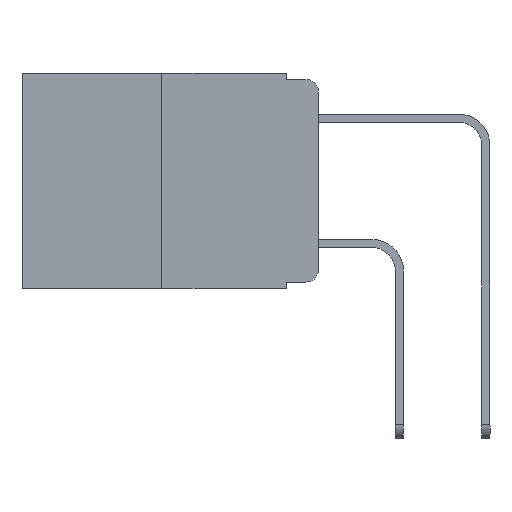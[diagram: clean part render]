
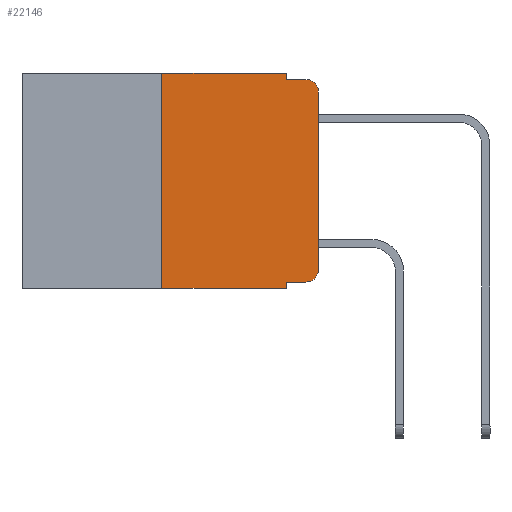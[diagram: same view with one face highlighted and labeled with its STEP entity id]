
A CAD part, left-side view. The second image highlights one B-rep face of the part: STEP entity #22146.
In plain terms, the highlighted planar face has unit normal (-1, 0, 0).
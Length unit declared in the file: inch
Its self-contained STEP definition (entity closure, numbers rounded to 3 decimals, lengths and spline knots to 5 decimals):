
#284 = DIRECTION ( 'NONE',  ( -1., 0., 0. ) ) ;
#506 = VERTEX_POINT ( 'NONE', #7019 ) ;
#954 = AXIS2_PLACEMENT_3D ( 'NONE', #23049, #10754, #22935 ) ;
#1359 = ORIENTED_EDGE ( 'NONE', *, *, #14123, .T. ) ;
#1490 = LINE ( 'NONE', #2819, #15012 ) ;
#2687 = EDGE_CURVE ( 'NONE', #9996, #13798, #17048, .T. ) ;
#2818 = ORIENTED_EDGE ( 'NONE', *, *, #4368, .F. ) ;
#2819 = CARTESIAN_POINT ( 'NONE',  ( 0., 0.051, 0. ) ) ;
#2854 = LINE ( 'NONE', #6743, #8687 ) ;
#3480 = ORIENTED_EDGE ( 'NONE', *, *, #17110, .F. ) ;
#3560 = DIRECTION ( 'NONE',  ( 0., 0., -1. ) ) ;
#3744 = LINE ( 'NONE', #19814, #16808 ) ;
#4329 = CARTESIAN_POINT ( 'NONE',  ( 0., 0.473, 0. ) ) ;
#4368 = EDGE_CURVE ( 'NONE', #23147, #15092, #5333, .T. ) ;
#4432 = CARTESIAN_POINT ( 'NONE',  ( 0., 0.02, -0.01 ) ) ;
#4706 = DIRECTION ( 'NONE',  ( 0., 0., -1. ) ) ;
#5031 = AXIS2_PLACEMENT_3D ( 'NONE', #15786, #22912, #12160 ) ;
#5333 = LINE ( 'NONE', #12163, #13047 ) ;
#5570 = EDGE_CURVE ( 'NONE', #506, #20999, #11044, .T. ) ;
#6020 = CARTESIAN_POINT ( 'NONE',  ( 0., 0., -0.313 ) ) ;
#6212 = LINE ( 'NONE', #4329, #21735 ) ;
#6700 = DIRECTION ( 'NONE',  ( 0., -1., 0. ) ) ;
#6743 = CARTESIAN_POINT ( 'NONE',  ( 0., 0.473, -0.343 ) ) ;
#7019 = CARTESIAN_POINT ( 'NONE',  ( 0., 0.25, -0.343 ) ) ;
#7271 = CARTESIAN_POINT ( 'NONE',  ( 0., 0., 0. ) ) ;
#7861 = VERTEX_POINT ( 'NONE', #14391 ) ;
#7975 = VERTEX_POINT ( 'NONE', #15317 ) ;
#8401 = ORIENTED_EDGE ( 'NONE', *, *, #18310, .T. ) ;
#8593 = ORIENTED_EDGE ( 'NONE', *, *, #19436, .T. ) ;
#8687 = VECTOR ( 'NONE', #15526, 39.37008 ) ;
#8806 = CARTESIAN_POINT ( 'NONE',  ( 0., 0., -0.03 ) ) ;
#8888 = EDGE_CURVE ( 'NONE', #7861, #7975, #1490, .T. ) ;
#9592 = VERTEX_POINT ( 'NONE', #8806 ) ;
#9767 = VERTEX_POINT ( 'NONE', #4432 ) ;
#9846 = AXIS2_PLACEMENT_3D ( 'NONE', #11093, #284, #21723 ) ;
#9996 = VERTEX_POINT ( 'NONE', #15575 ) ;
#10050 = FACE_OUTER_BOUND ( 'NONE', #21919, .T. ) ;
#10754 = DIRECTION ( 'NONE',  ( -1., 0., 0. ) ) ;
#10898 = EDGE_CURVE ( 'NONE', #13798, #9592, #19907, .T. ) ;
#11044 = LINE ( 'NONE', #18178, #14169 ) ;
#11093 = CARTESIAN_POINT ( 'NONE',  ( 0., 0.02, -0.03 ) ) ;
#11874 = ORIENTED_EDGE ( 'NONE', *, *, #5570, .F. ) ;
#12160 = DIRECTION ( 'NONE',  ( 0., 0., -1. ) ) ;
#12163 = CARTESIAN_POINT ( 'NONE',  ( 0., 0.051, 0. ) ) ;
#12849 = VECTOR ( 'NONE', #18040, 39.37008 ) ;
#13047 = VECTOR ( 'NONE', #3560, 39.37008 ) ;
#13079 = CARTESIAN_POINT ( 'NONE',  ( 0., 0.051, -0.01 ) ) ;
#13798 = VERTEX_POINT ( 'NONE', #6020 ) ;
#14078 = ORIENTED_EDGE ( 'NONE', *, *, #8888, .F. ) ;
#14123 = EDGE_CURVE ( 'NONE', #7861, #9996, #3744, .T. ) ;
#14169 = VECTOR ( 'NONE', #16199, 39.37008 ) ;
#14378 = EDGE_CURVE ( 'NONE', #15092, #9767, #17471, .T. ) ;
#14391 = CARTESIAN_POINT ( 'NONE',  ( 0., 0.051, -0.333 ) ) ;
#14866 = PLANE ( 'NONE',  #5031 ) ;
#15012 = VECTOR ( 'NONE', #4706, 39.37008 ) ;
#15092 = VERTEX_POINT ( 'NONE', #13079 ) ;
#15317 = CARTESIAN_POINT ( 'NONE',  ( 0., 0.051, -0.343 ) ) ;
#15526 = DIRECTION ( 'NONE',  ( 0., -1., 0. ) ) ;
#15575 = CARTESIAN_POINT ( 'NONE',  ( 0., 0.02, -0.333 ) ) ;
#15786 = CARTESIAN_POINT ( 'NONE',  ( 0., 0.473, 0. ) ) ;
#16153 = ORIENTED_EDGE ( 'NONE', *, *, #2687, .T. ) ;
#16199 = DIRECTION ( 'NONE',  ( 0., 0., 1. ) ) ;
#16550 = CIRCLE ( 'NONE', #9846, 0.02 ) ;
#16808 = VECTOR ( 'NONE', #19697, 39.37008 ) ;
#16867 = ORIENTED_EDGE ( 'NONE', *, *, #10898, .T. ) ;
#17048 = CIRCLE ( 'NONE', #954, 0.02 ) ;
#17110 = EDGE_CURVE ( 'NONE', #20999, #23147, #6212, .T. ) ;
#17471 = LINE ( 'NONE', #22620, #23136 ) ;
#17876 = ORIENTED_EDGE ( 'NONE', *, *, #14378, .F. ) ;
#18040 = DIRECTION ( 'NONE',  ( 0., 0., 1. ) ) ;
#18178 = CARTESIAN_POINT ( 'NONE',  ( 0., 0.25, 0. ) ) ;
#18310 = EDGE_CURVE ( 'NONE', #506, #7975, #2854, .T. ) ;
#19436 = EDGE_CURVE ( 'NONE', #9592, #9767, #16550, .T. ) ;
#19697 = DIRECTION ( 'NONE',  ( 0., -1., 0. ) ) ;
#19814 = CARTESIAN_POINT ( 'NONE',  ( 0., 0.051, -0.333 ) ) ;
#19907 = LINE ( 'NONE', #7271, #12849 ) ;
#20999 = VERTEX_POINT ( 'NONE', #21021 ) ;
#21021 = CARTESIAN_POINT ( 'NONE',  ( 0., 0.25, 0. ) ) ;
#21723 = DIRECTION ( 'NONE',  ( 0., 0., -1. ) ) ;
#21735 = VECTOR ( 'NONE', #21904, 39.37008 ) ;
#21904 = DIRECTION ( 'NONE',  ( 0., -1., 0. ) ) ;
#21919 = EDGE_LOOP ( 'NONE', ( #16867, #8593, #17876, #2818, #3480, #11874, #8401, #14078, #1359, #16153 ) ) ;
#22146 = ADVANCED_FACE ( 'NONE', ( #10050 ), #14866, .F. ) ;
#22620 = CARTESIAN_POINT ( 'NONE',  ( 0., 0.051, -0.01 ) ) ;
#22738 = CARTESIAN_POINT ( 'NONE',  ( 0., 0.051, 0. ) ) ;
#22912 = DIRECTION ( 'NONE',  ( 1., 0., 0. ) ) ;
#22935 = DIRECTION ( 'NONE',  ( 0., 0., -1. ) ) ;
#23049 = CARTESIAN_POINT ( 'NONE',  ( 0., 0.02, -0.313 ) ) ;
#23136 = VECTOR ( 'NONE', #6700, 39.37008 ) ;
#23147 = VERTEX_POINT ( 'NONE', #22738 ) ;
